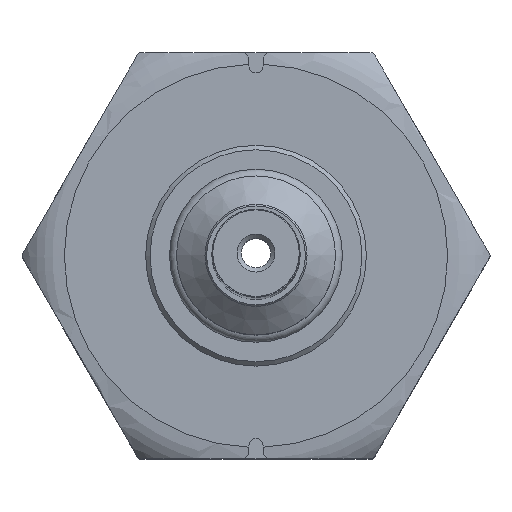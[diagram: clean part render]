
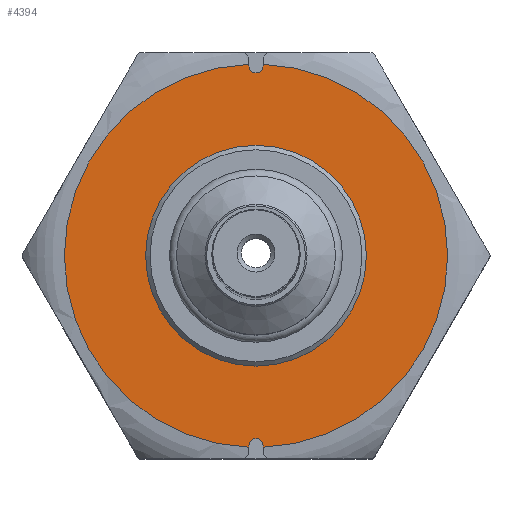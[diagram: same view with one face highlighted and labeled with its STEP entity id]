
A CAD part, top view. The second image highlights one B-rep face of the part: STEP entity #4394.
In plain terms, the highlighted planar face has unit normal (0, 0, 1).
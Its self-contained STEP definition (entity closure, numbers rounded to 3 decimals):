
#37 = EDGE_CURVE ( 'NONE', #3976, #1325, #1420, .T. ) ;
#66 = AXIS2_PLACEMENT_3D ( 'NONE', #405, #4289, #1069 ) ;
#163 = CARTESIAN_POINT ( 'NONE',  ( 0., -21.5, 4.7 ) ) ;
#199 = DIRECTION ( 'NONE',  ( 0., -1., 0. ) ) ;
#315 = FACE_BOUND ( 'NONE', #3483, .T. ) ;
#328 = EDGE_CURVE ( 'NONE', #3179, #3179, #756, .T. ) ;
#355 = DIRECTION ( 'NONE',  ( -1., 0., 0. ) ) ;
#405 = CARTESIAN_POINT ( 'NONE',  ( 0., 0., 4.7 ) ) ;
#501 = EDGE_CURVE ( 'NONE', #4266, #3976, #571, .T. ) ;
#513 = LINE ( 'NONE', #1037, #3606 ) ;
#571 = CIRCLE ( 'NONE', #3076, 0.8 ) ;
#756 = CIRCLE ( 'NONE', #4162, 12.5 ) ;
#815 = CARTESIAN_POINT ( 'NONE',  ( 0.8, 26.5, 4.7 ) ) ;
#940 = CARTESIAN_POINT ( 'NONE',  ( 0.8, -21.5, 4.7 ) ) ;
#1007 = ORIENTED_EDGE ( 'NONE', *, *, #1970, .F. ) ;
#1037 = CARTESIAN_POINT ( 'NONE',  ( -0.8, 26.5, 4.7 ) ) ;
#1069 = DIRECTION ( 'NONE',  ( -1., 0., 0. ) ) ;
#1071 = CARTESIAN_POINT ( 'NONE',  ( -12.5, 0., 4.7 ) ) ;
#1108 = VECTOR ( 'NONE', #3981, 1000. ) ;
#1109 = ORIENTED_EDGE ( 'NONE', *, *, #1301, .F. ) ;
#1128 = EDGE_CURVE ( 'NONE', #3750, #2849, #513, .T. ) ;
#1301 = EDGE_CURVE ( 'NONE', #1325, #3750, #2369, .T. ) ;
#1323 = LINE ( 'NONE', #815, #1108 ) ;
#1325 = VERTEX_POINT ( 'NONE', #2909 ) ;
#1341 = ORIENTED_EDGE ( 'NONE', *, *, #501, .F. ) ;
#1393 = DIRECTION ( 'NONE',  ( 1., 0., 0. ) ) ;
#1420 = LINE ( 'NONE', #1609, #4160 ) ;
#1536 = ORIENTED_EDGE ( 'NONE', *, *, #1128, .F. ) ;
#1608 = AXIS2_PLACEMENT_3D ( 'NONE', #1909, #3308, #2632 ) ;
#1609 = CARTESIAN_POINT ( 'NONE',  ( -0.8, -26.5, 4.7 ) ) ;
#1776 = ORIENTED_EDGE ( 'NONE', *, *, #37, .F. ) ;
#1784 = CARTESIAN_POINT ( 'NONE',  ( 0., 0., 4.7 ) ) ;
#1909 = CARTESIAN_POINT ( 'NONE',  ( 0., 0., 4.7 ) ) ;
#1970 = EDGE_CURVE ( 'NONE', #3594, #4266, #2533, .T. ) ;
#2041 = CARTESIAN_POINT ( 'NONE',  ( 0.8, 21.685, 4.7 ) ) ;
#2049 = PLANE ( 'NONE',  #2711 ) ;
#2082 = CARTESIAN_POINT ( 'NONE',  ( 12.5, 0., 4.7 ) ) ;
#2136 = CARTESIAN_POINT ( 'NONE',  ( 0.8, 21.5, 4.7 ) ) ;
#2226 = FACE_OUTER_BOUND ( 'NONE', #2951, .T. ) ;
#2249 = CARTESIAN_POINT ( 'NONE',  ( 0., 21.5, 4.7 ) ) ;
#2271 = VERTEX_POINT ( 'NONE', #2041 ) ;
#2369 = CIRCLE ( 'NONE', #66, 21.7 ) ;
#2533 = LINE ( 'NONE', #3206, #3093 ) ;
#2539 = EDGE_CURVE ( 'NONE', #2849, #3908, #3382, .T. ) ;
#2549 = CARTESIAN_POINT ( 'NONE',  ( 0.8, -21.685, 4.7 ) ) ;
#2632 = DIRECTION ( 'NONE',  ( -1., 0., 0. ) ) ;
#2711 = AXIS2_PLACEMENT_3D ( 'NONE', #2082, #4551, #1393 ) ;
#2811 = DIRECTION ( 'NONE',  ( 0., -1., 0. ) ) ;
#2819 = CARTESIAN_POINT ( 'NONE',  ( -0.8, -21.5, 4.7 ) ) ;
#2849 = VERTEX_POINT ( 'NONE', #3477 ) ;
#2874 = ORIENTED_EDGE ( 'NONE', *, *, #3124, .F. ) ;
#2909 = CARTESIAN_POINT ( 'NONE',  ( -0.8, -21.685, 4.7 ) ) ;
#2951 = EDGE_LOOP ( 'NONE', ( #1776, #1341, #1007, #2874, #3016, #3030, #1536, #1109 ) ) ;
#2998 = DIRECTION ( 'NONE',  ( 1., 0., 0. ) ) ;
#3016 = ORIENTED_EDGE ( 'NONE', *, *, #3193, .F. ) ;
#3030 = ORIENTED_EDGE ( 'NONE', *, *, #2539, .F. ) ;
#3076 = AXIS2_PLACEMENT_3D ( 'NONE', #163, #4384, #4363 ) ;
#3093 = VECTOR ( 'NONE', #3550, 1000. ) ;
#3124 = EDGE_CURVE ( 'NONE', #2271, #3594, #4410, .T. ) ;
#3179 = VERTEX_POINT ( 'NONE', #1071 ) ;
#3193 = EDGE_CURVE ( 'NONE', #3908, #2271, #1323, .T. ) ;
#3206 = CARTESIAN_POINT ( 'NONE',  ( 0.8, -26.5, 4.7 ) ) ;
#3217 = ORIENTED_EDGE ( 'NONE', *, *, #328, .T. ) ;
#3308 = DIRECTION ( 'NONE',  ( 0., 0., -1. ) ) ;
#3382 = CIRCLE ( 'NONE', #3666, 0.8 ) ;
#3477 = CARTESIAN_POINT ( 'NONE',  ( -0.8, 21.5, 4.7 ) ) ;
#3483 = EDGE_LOOP ( 'NONE', ( #3217 ) ) ;
#3503 = DIRECTION ( 'NONE',  ( 0., 0., -1. ) ) ;
#3550 = DIRECTION ( 'NONE',  ( 0., 1., 0. ) ) ;
#3594 = VERTEX_POINT ( 'NONE', #2549 ) ;
#3606 = VECTOR ( 'NONE', #2811, 1000. ) ;
#3661 = DIRECTION ( 'NONE',  ( 0., 0., 1. ) ) ;
#3666 = AXIS2_PLACEMENT_3D ( 'NONE', #2249, #3661, #2998 ) ;
#3750 = VERTEX_POINT ( 'NONE', #4059 ) ;
#3908 = VERTEX_POINT ( 'NONE', #2136 ) ;
#3976 = VERTEX_POINT ( 'NONE', #2819 ) ;
#3981 = DIRECTION ( 'NONE',  ( 0., 1., 0. ) ) ;
#4059 = CARTESIAN_POINT ( 'NONE',  ( -0.8, 21.685, 4.7 ) ) ;
#4160 = VECTOR ( 'NONE', #199, 1000. ) ;
#4162 = AXIS2_PLACEMENT_3D ( 'NONE', #1784, #3503, #355 ) ;
#4266 = VERTEX_POINT ( 'NONE', #940 ) ;
#4289 = DIRECTION ( 'NONE',  ( 0., 0., -1. ) ) ;
#4363 = DIRECTION ( 'NONE',  ( 1., 0., 0. ) ) ;
#4384 = DIRECTION ( 'NONE',  ( 0., 0., 1. ) ) ;
#4394 = ADVANCED_FACE ( 'NONE', ( #2226, #315 ), #2049, .T. ) ;
#4410 = CIRCLE ( 'NONE', #1608, 21.7 ) ;
#4551 = DIRECTION ( 'NONE',  ( 0., 0., 1. ) ) ;
